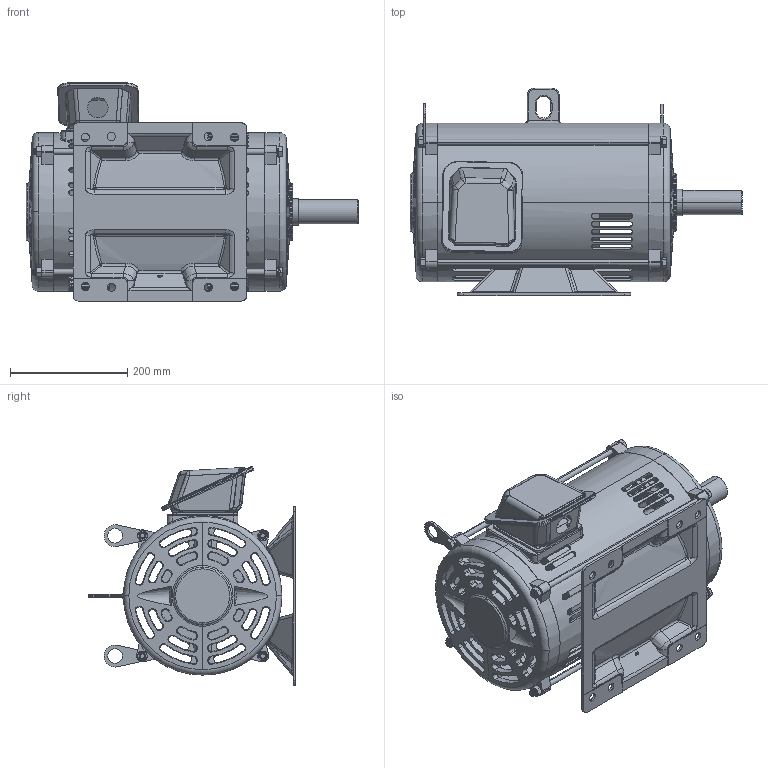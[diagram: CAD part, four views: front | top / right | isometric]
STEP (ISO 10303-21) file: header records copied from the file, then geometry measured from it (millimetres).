
FILE_DESCRIPTION (( 'STEP AP214' ), '1' );
FILE_NAME ('ODP-254_6_T ext r1 Cx2.STEP', '2020-07-08T12:54:44', ( '' ), ( '' ), 'SwSTEP 2.0', 'SolidWorks 2017', '' );
FILE_SCHEMA (( 'AUTOMOTIVE_DESIGN' ));
Length unit declared in the file: inch
Products named in the file (1): ODP-254_6_T ext r1 Cx2
Bounding box: 565.5 x 353.8 x 371.86 mm (x, y, z)
Volume: 9078207.2 mm3; surface area: 1651939.7 mm2
Topology: 21 solids, 21 shells, 2416 faces, 6535 edges, 4108 vertices
Faces by surface type: cylinder 950, plane 611, cone 489, bspline 247, torus 95, sphere 24
Entity records: 116232 total; most frequent: CARTESIAN_POINT 60022, ORIENTED_EDGE 12982, DIRECTION 10327, EDGE_CURVE 6491, VERTEX_POINT 4108, AXIS2_PLACEMENT_3D 3884, EDGE_LOOP 2653, VECTOR 2559
